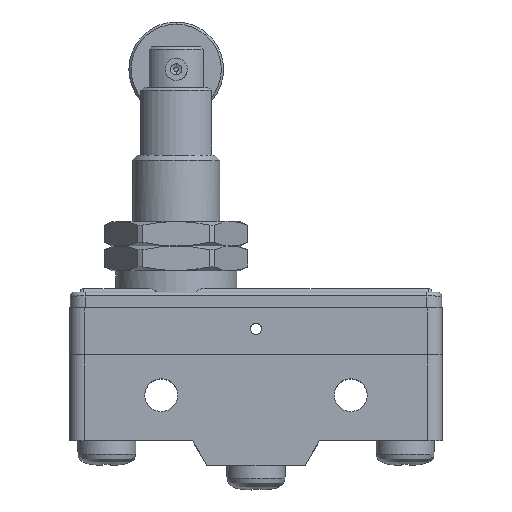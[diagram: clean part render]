
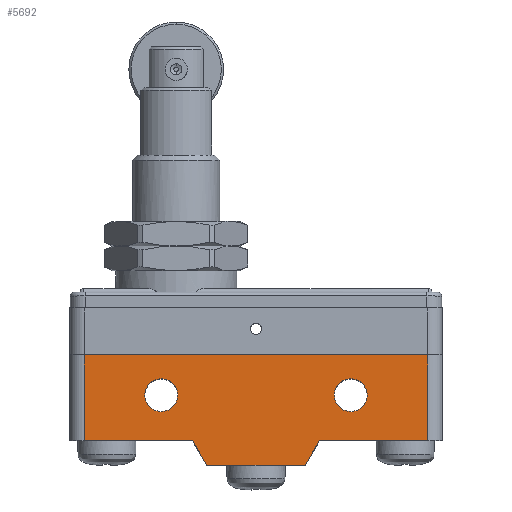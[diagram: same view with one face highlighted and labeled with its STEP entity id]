
A CAD part, top view. The second image highlights one B-rep face of the part: STEP entity #5692.
In plain terms, the highlighted planar face has unit normal (0, 0, 1).
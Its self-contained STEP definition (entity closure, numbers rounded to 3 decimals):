
#73=DIRECTION('',(1.,0.,0.));
#74=VECTOR('',#73,13.2);
#75=CARTESIAN_POINT('',(-6.6,0.,9.));
#76=LINE('',#75,#74);
#191=CARTESIAN_POINT('',(12.7,9.4,9.));
#192=DIRECTION('',(0.,0.,1.));
#193=DIRECTION('',(1.,0.,0.));
#194=AXIS2_PLACEMENT_3D('',#191,#192,#193);
#199=CARTESIAN_POINT('',(12.7,9.4,9.));
#200=DIRECTION('',(0.,0.,1.));
#201=DIRECTION('',(-1.,0.,0.));
#202=AXIS2_PLACEMENT_3D('',#199,#200,#201);
#207=CARTESIAN_POINT('',(-12.7,9.4,9.));
#208=DIRECTION('',(0.,0.,1.));
#209=DIRECTION('',(1.,0.,0.));
#210=AXIS2_PLACEMENT_3D('',#207,#208,#209);
#215=CARTESIAN_POINT('',(-12.7,9.4,9.));
#216=DIRECTION('',(0.,0.,1.));
#217=DIRECTION('',(-1.,0.,0.));
#218=AXIS2_PLACEMENT_3D('',#215,#216,#217);
#223=DIRECTION('',(0.,-1.,0.));
#224=VECTOR('',#223,11.5);
#225=CARTESIAN_POINT('',(23.,14.8,9.));
#226=LINE('',#225,#224);
#230=DIRECTION('',(-1.,0.,0.));
#231=VECTOR('',#230,14.5);
#232=CARTESIAN_POINT('',(23.,3.3,9.));
#233=LINE('',#232,#231);
#237=DIRECTION('',(-0.499,-0.867,0.));
#238=VECTOR('',#237,3.808);
#239=CARTESIAN_POINT('',(8.5,3.3,9.));
#240=LINE('',#239,#238);
#244=DIRECTION('',(-0.499,0.867,0.));
#245=VECTOR('',#244,3.808);
#246=CARTESIAN_POINT('',(-6.6,0.,9.));
#247=LINE('',#246,#245);
#251=DIRECTION('',(1.,0.,0.));
#252=VECTOR('',#251,14.5);
#253=CARTESIAN_POINT('',(-23.,3.3,9.));
#254=LINE('',#253,#252);
#258=DIRECTION('',(0.,-1.,0.));
#259=VECTOR('',#258,11.5);
#260=CARTESIAN_POINT('',(-23.,14.8,9.));
#261=LINE('',#260,#259);
#294=DIRECTION('',(1.,0.,0.));
#295=VECTOR('',#294,46.);
#296=CARTESIAN_POINT('',(-23.,14.8,9.));
#297=LINE('',#296,#295);
#4892=CARTESIAN_POINT('',(-6.6,0.,9.));
#4894=VERTEX_POINT('',#4892);
#4896=CARTESIAN_POINT('',(6.6,0.,9.));
#4898=VERTEX_POINT('',#4896);
#4900=CARTESIAN_POINT('',(-8.5,3.3,9.));
#4901=VERTEX_POINT('',#4900);
#4902=CARTESIAN_POINT('',(8.5,3.3,9.));
#4903=VERTEX_POINT('',#4902);
#4908=CARTESIAN_POINT('',(14.9,9.4,9.));
#4909=CARTESIAN_POINT('',(10.5,9.4,9.));
#4910=VERTEX_POINT('',#4908);
#4911=VERTEX_POINT('',#4909);
#4912=CARTESIAN_POINT('',(-10.5,9.4,9.));
#4913=CARTESIAN_POINT('',(-14.9,9.4,9.));
#4914=VERTEX_POINT('',#4912);
#4915=VERTEX_POINT('',#4913);
#4944=CARTESIAN_POINT('',(23.,3.3,9.));
#4945=VERTEX_POINT('',#4944);
#4946=CARTESIAN_POINT('',(23.,14.8,9.));
#4947=VERTEX_POINT('',#4946);
#4972=CARTESIAN_POINT('',(-23.,14.8,9.));
#4973=CARTESIAN_POINT('',(-23.,3.3,9.));
#4974=VERTEX_POINT('',#4972);
#4975=VERTEX_POINT('',#4973);
#5660=CARTESIAN_POINT('',(-25.,0.,9.));
#5661=DIRECTION('',(0.,0.,1.));
#5662=DIRECTION('',(1.,0.,0.));
#5663=AXIS2_PLACEMENT_3D('',#5660,#5661,#5662);
#5664=PLANE('',#5663);
#5666=ORIENTED_EDGE('',*,*,#5665,.T.);
#5668=ORIENTED_EDGE('',*,*,#5667,.T.);
#5670=ORIENTED_EDGE('',*,*,#5669,.T.);
#5671=ORIENTED_EDGE('',*,*,#5581,.F.);
#5672=ORIENTED_EDGE('',*,*,#5606,.T.);
#5674=ORIENTED_EDGE('',*,*,#5673,.F.);
#5676=ORIENTED_EDGE('',*,*,#5675,.F.);
#5678=ORIENTED_EDGE('',*,*,#5677,.T.);
#5679=EDGE_LOOP('',(#5666,#5668,#5670,#5671,#5672,#5674,#5676,#5678));
#5680=FACE_OUTER_BOUND('',#5679,.F.);
#5682=ORIENTED_EDGE('',*,*,#5681,.T.);
#5684=ORIENTED_EDGE('',*,*,#5683,.T.);
#5685=EDGE_LOOP('',(#5682,#5684));
#5686=FACE_BOUND('',#5685,.F.);
#5687=ORIENTED_EDGE('',*,*,#5650,.T.);
#5689=ORIENTED_EDGE('',*,*,#5688,.T.);
#5690=EDGE_LOOP('',(#5687,#5689));
#5691=FACE_BOUND('',#5690,.F.);
#195=CIRCLE('',#194,2.2);
#203=CIRCLE('',#202,2.2);
#211=CIRCLE('',#210,2.2);
#219=CIRCLE('',#218,2.2);
#5581=EDGE_CURVE('',#4894,#4898,#76,.T.);
#5606=EDGE_CURVE('',#4894,#4901,#247,.T.);
#5650=EDGE_CURVE('',#4910,#4911,#195,.T.);
#5665=EDGE_CURVE('',#4947,#4945,#226,.T.);
#5667=EDGE_CURVE('',#4945,#4903,#233,.T.);
#5669=EDGE_CURVE('',#4903,#4898,#240,.T.);
#5673=EDGE_CURVE('',#4975,#4901,#254,.T.);
#5675=EDGE_CURVE('',#4974,#4975,#261,.T.);
#5677=EDGE_CURVE('',#4974,#4947,#297,.T.);
#5681=EDGE_CURVE('',#4914,#4915,#211,.T.);
#5683=EDGE_CURVE('',#4915,#4914,#219,.T.);
#5688=EDGE_CURVE('',#4911,#4910,#203,.T.);
#5692=ADVANCED_FACE('',(#5680,#5686,#5691),#5664,.T.);
